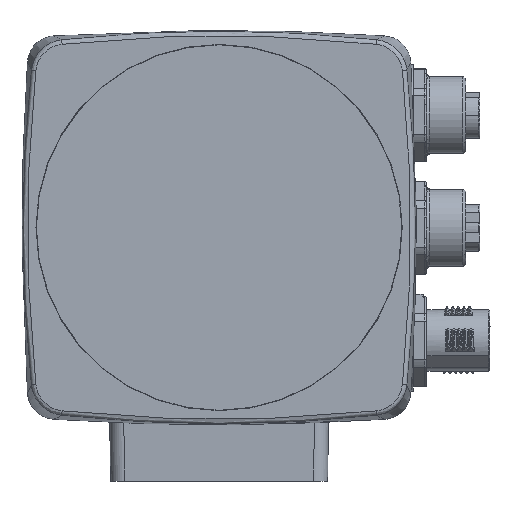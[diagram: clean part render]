
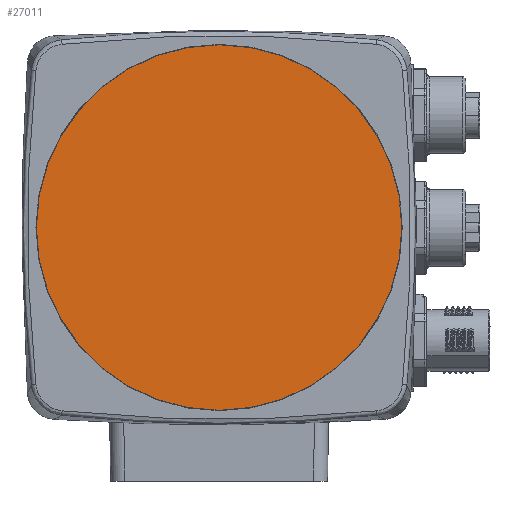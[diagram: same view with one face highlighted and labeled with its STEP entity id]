
A CAD part, top view. The second image highlights one B-rep face of the part: STEP entity #27011.
In plain terms, the highlighted planar face has unit normal (0, 0, 1).
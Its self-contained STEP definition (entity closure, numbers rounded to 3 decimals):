
#3028=CARTESIAN_POINT('',(0.,0.,5.94));
#3029=DIRECTION('',(0.,0.,1.));
#3030=DIRECTION('',(1.,0.,0.));
#3031=AXIS2_PLACEMENT_3D('',#3028,#3029,#3030);
#3033=CARTESIAN_POINT('',(0.,0.,5.94));
#3034=DIRECTION('',(0.,0.,1.));
#3035=DIRECTION('',(-1.,0.,0.));
#3036=AXIS2_PLACEMENT_3D('',#3033,#3034,#3035);
#20112=CARTESIAN_POINT('',(32.45,0.,5.94));
#20113=CARTESIAN_POINT('',(-32.45,0.,5.94));
#20114=VERTEX_POINT('',#20112);
#20115=VERTEX_POINT('',#20113);
#27002=CARTESIAN_POINT('',(0.,0.,5.94));
#27003=DIRECTION('',(0.,0.,1.));
#27004=DIRECTION('',(1.,0.,0.));
#27005=AXIS2_PLACEMENT_3D('',#27002,#27003,#27004);
#27006=PLANE('',#27005);
#27007=ORIENTED_EDGE('',*,*,#26968,.F.);
#27008=ORIENTED_EDGE('',*,*,#26989,.F.);
#27009=EDGE_LOOP('',(#27007,#27008));
#27010=FACE_OUTER_BOUND('',#27009,.F.);
#27011=ADVANCED_FACE('',(#27010),#27006,.T.);
#3032=CIRCLE('',#3031,32.45);
#3037=CIRCLE('',#3036,32.45);
#26968=EDGE_CURVE('',#20114,#20115,#3032,.T.);
#26989=EDGE_CURVE('',#20115,#20114,#3037,.T.);
